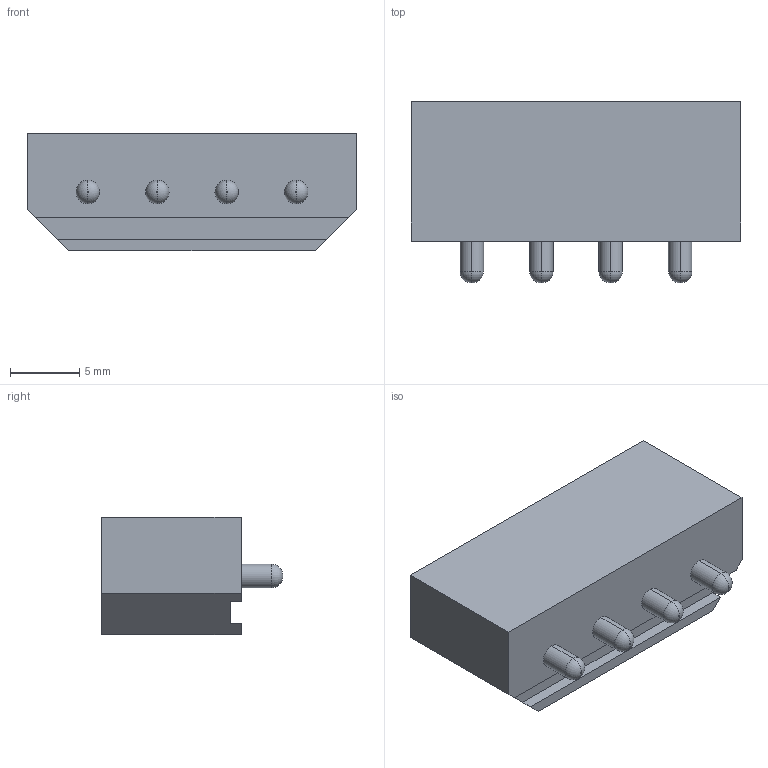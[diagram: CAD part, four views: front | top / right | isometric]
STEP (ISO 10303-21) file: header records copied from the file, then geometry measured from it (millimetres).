
FILE_DESCRIPTION (( 'STEP AP214' ), '1' );
FILE_NAME ('LC-04T.STEP', '2024-08-30T09:24:22', ( '' ), ( '' ), 'SwSTEP 2.0', 'SolidWorks 2021', '' );
FILE_SCHEMA (( 'AUTOMOTIVE_DESIGN' ));
Length unit declared in the file: millimetre
Products named in the file (1): LC-04T
Bounding box: 23.8 x 13.1 x 8.5 mm (x, y, z)
Volume: 779.7 mm3; surface area: 1730.2 mm2
Topology: 1 solids, 1 shells, 59 faces, 128 edges, 80 vertices
Faces by surface type: plane 27, torus 16, cylinder 16
Entity records: 2301 total; most frequent: DIRECTION 312, CARTESIAN_POINT 268, ORIENTED_EDGE 256, EDGE_CURVE 128, AXIS2_PLACEMENT_3D 124, VERTEX_POINT 80, EDGE_LOOP 68, LINE 64
